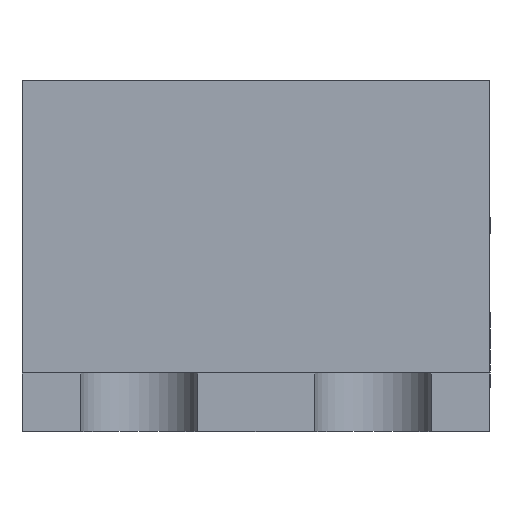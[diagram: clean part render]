
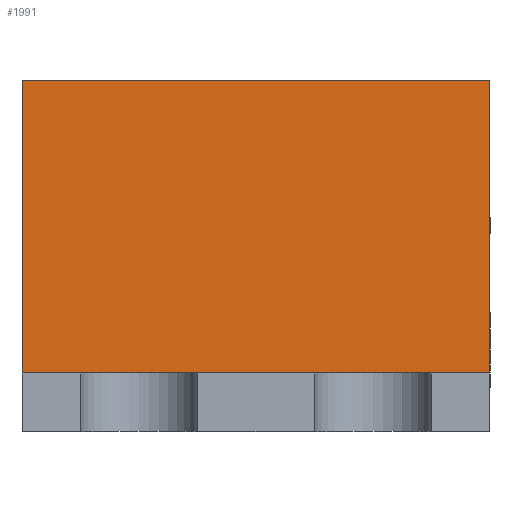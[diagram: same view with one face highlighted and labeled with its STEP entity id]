
A CAD part, front view. The second image highlights one B-rep face of the part: STEP entity #1991.
In plain terms, the highlighted planar face has unit normal (0, -1, 0).
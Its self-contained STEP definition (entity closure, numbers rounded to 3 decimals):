
#44 = PLANE('',#45);
#45 = AXIS2_PLACEMENT_3D('',#46,#47,#48);
#46 = CARTESIAN_POINT('',(0.,0.,5.997));
#47 = DIRECTION('',(1.,0.,0.));
#48 = DIRECTION('',(0.,0.,1.));
#326 = PLANE('',#327);
#327 = AXIS2_PLACEMENT_3D('',#328,#329,#330);
#328 = CARTESIAN_POINT('',(25.4,0.,5.997));
#329 = DIRECTION('',(1.,0.,0.));
#330 = DIRECTION('',(0.,0.,1.));
#674 = VERTEX_POINT('',#675);
#675 = CARTESIAN_POINT('',(0.,-6.35,19.05));
#689 = PLANE('',#690);
#690 = AXIS2_PLACEMENT_3D('',#691,#692,#693);
#691 = CARTESIAN_POINT('',(0.,6.35,19.05));
#692 = DIRECTION('',(0.,0.,-1.));
#693 = DIRECTION('',(0.,-1.,0.));
#701 = EDGE_CURVE('',#674,#702,#704,.T.);
#702 = VERTEX_POINT('',#703);
#703 = CARTESIAN_POINT('',(0.,-6.35,3.175));
#704 = SURFACE_CURVE('',#705,(#709,#716),.PCURVE_S1.);
#705 = LINE('',#706,#707);
#706 = CARTESIAN_POINT('',(0.,-6.35,19.05));
#707 = VECTOR('',#708,1.);
#708 = DIRECTION('',(0.,0.,-1.));
#709 = PCURVE('',#44,#710);
#710 = DEFINITIONAL_REPRESENTATION('',(#711),#715);
#711 = LINE('',#712,#713);
#712 = CARTESIAN_POINT('',(13.053,6.35));
#713 = VECTOR('',#714,1.);
#714 = DIRECTION('',(-1.,0.));
#715 = ( GEOMETRIC_REPRESENTATION_CONTEXT(2) 
PARAMETRIC_REPRESENTATION_CONTEXT() REPRESENTATION_CONTEXT('2D SPACE',''
  ) );
#716 = PCURVE('',#717,#722);
#717 = PLANE('',#718);
#718 = AXIS2_PLACEMENT_3D('',#719,#720,#721);
#719 = CARTESIAN_POINT('',(0.,-6.35,19.05));
#720 = DIRECTION('',(0.,1.,0.));
#721 = DIRECTION('',(0.,0.,-1.));
#722 = DEFINITIONAL_REPRESENTATION('',(#723),#727);
#723 = LINE('',#724,#725);
#724 = CARTESIAN_POINT('',(0.,0.));
#725 = VECTOR('',#726,1.);
#726 = DIRECTION('',(1.,0.));
#727 = ( GEOMETRIC_REPRESENTATION_CONTEXT(2) 
PARAMETRIC_REPRESENTATION_CONTEXT() REPRESENTATION_CONTEXT('2D SPACE',''
  ) );
#745 = PLANE('',#746);
#746 = AXIS2_PLACEMENT_3D('',#747,#748,#749);
#747 = CARTESIAN_POINT('',(0.,-6.35,3.175));
#748 = DIRECTION('',(0.,0.,-1.));
#749 = DIRECTION('',(0.,-1.,0.));
#1347 = VERTEX_POINT('',#1348);
#1348 = CARTESIAN_POINT('',(25.4,-6.35,19.05));
#1369 = EDGE_CURVE('',#1347,#1370,#1372,.T.);
#1370 = VERTEX_POINT('',#1371);
#1371 = CARTESIAN_POINT('',(25.4,-6.35,3.175));
#1372 = SURFACE_CURVE('',#1373,(#1377,#1384),.PCURVE_S1.);
#1373 = LINE('',#1374,#1375);
#1374 = CARTESIAN_POINT('',(25.4,-6.35,19.05));
#1375 = VECTOR('',#1376,1.);
#1376 = DIRECTION('',(0.,0.,-1.));
#1377 = PCURVE('',#326,#1378);
#1378 = DEFINITIONAL_REPRESENTATION('',(#1379),#1383);
#1379 = LINE('',#1380,#1381);
#1380 = CARTESIAN_POINT('',(13.053,6.35));
#1381 = VECTOR('',#1382,1.);
#1382 = DIRECTION('',(-1.,0.));
#1383 = ( GEOMETRIC_REPRESENTATION_CONTEXT(2) 
PARAMETRIC_REPRESENTATION_CONTEXT() REPRESENTATION_CONTEXT('2D SPACE',''
  ) );
#1384 = PCURVE('',#717,#1385);
#1385 = DEFINITIONAL_REPRESENTATION('',(#1386),#1390);
#1386 = LINE('',#1387,#1388);
#1387 = CARTESIAN_POINT('',(0.,-25.4));
#1388 = VECTOR('',#1389,1.);
#1389 = DIRECTION('',(1.,0.));
#1390 = ( GEOMETRIC_REPRESENTATION_CONTEXT(2) 
PARAMETRIC_REPRESENTATION_CONTEXT() REPRESENTATION_CONTEXT('2D SPACE',''
  ) );
#1926 = EDGE_CURVE('',#702,#1370,#1927,.T.);
#1927 = SURFACE_CURVE('',#1928,(#1932,#1939),.PCURVE_S1.);
#1928 = LINE('',#1929,#1930);
#1929 = CARTESIAN_POINT('',(0.,-6.35,3.175));
#1930 = VECTOR('',#1931,1.);
#1931 = DIRECTION('',(1.,0.,0.));
#1932 = PCURVE('',#745,#1933);
#1933 = DEFINITIONAL_REPRESENTATION('',(#1934),#1938);
#1934 = LINE('',#1935,#1936);
#1935 = CARTESIAN_POINT('',(0.,-0.));
#1936 = VECTOR('',#1937,1.);
#1937 = DIRECTION('',(0.,-1.));
#1938 = ( GEOMETRIC_REPRESENTATION_CONTEXT(2) 
PARAMETRIC_REPRESENTATION_CONTEXT() REPRESENTATION_CONTEXT('2D SPACE',''
  ) );
#1939 = PCURVE('',#717,#1940);
#1940 = DEFINITIONAL_REPRESENTATION('',(#1941),#1945);
#1941 = LINE('',#1942,#1943);
#1942 = CARTESIAN_POINT('',(15.875,0.));
#1943 = VECTOR('',#1944,1.);
#1944 = DIRECTION('',(0.,-1.));
#1945 = ( GEOMETRIC_REPRESENTATION_CONTEXT(2) 
PARAMETRIC_REPRESENTATION_CONTEXT() REPRESENTATION_CONTEXT('2D SPACE',''
  ) );
#1991 = ADVANCED_FACE('',(#1992),#717,.F.);
#1992 = FACE_BOUND('',#1993,.F.);
#1993 = EDGE_LOOP('',(#1994,#2015,#2016,#2017));
#1994 = ORIENTED_EDGE('',*,*,#1995,.T.);
#1995 = EDGE_CURVE('',#674,#1347,#1996,.T.);
#1996 = SURFACE_CURVE('',#1997,(#2001,#2008),.PCURVE_S1.);
#1997 = LINE('',#1998,#1999);
#1998 = CARTESIAN_POINT('',(0.,-6.35,19.05));
#1999 = VECTOR('',#2000,1.);
#2000 = DIRECTION('',(1.,0.,0.));
#2001 = PCURVE('',#717,#2002);
#2002 = DEFINITIONAL_REPRESENTATION('',(#2003),#2007);
#2003 = LINE('',#2004,#2005);
#2004 = CARTESIAN_POINT('',(0.,0.));
#2005 = VECTOR('',#2006,1.);
#2006 = DIRECTION('',(0.,-1.));
#2007 = ( GEOMETRIC_REPRESENTATION_CONTEXT(2) 
PARAMETRIC_REPRESENTATION_CONTEXT() REPRESENTATION_CONTEXT('2D SPACE',''
  ) );
#2008 = PCURVE('',#689,#2009);
#2009 = DEFINITIONAL_REPRESENTATION('',(#2010),#2014);
#2010 = LINE('',#2011,#2012);
#2011 = CARTESIAN_POINT('',(12.7,0.));
#2012 = VECTOR('',#2013,1.);
#2013 = DIRECTION('',(0.,-1.));
#2014 = ( GEOMETRIC_REPRESENTATION_CONTEXT(2) 
PARAMETRIC_REPRESENTATION_CONTEXT() REPRESENTATION_CONTEXT('2D SPACE',''
  ) );
#2015 = ORIENTED_EDGE('',*,*,#1369,.T.);
#2016 = ORIENTED_EDGE('',*,*,#1926,.F.);
#2017 = ORIENTED_EDGE('',*,*,#701,.F.);
